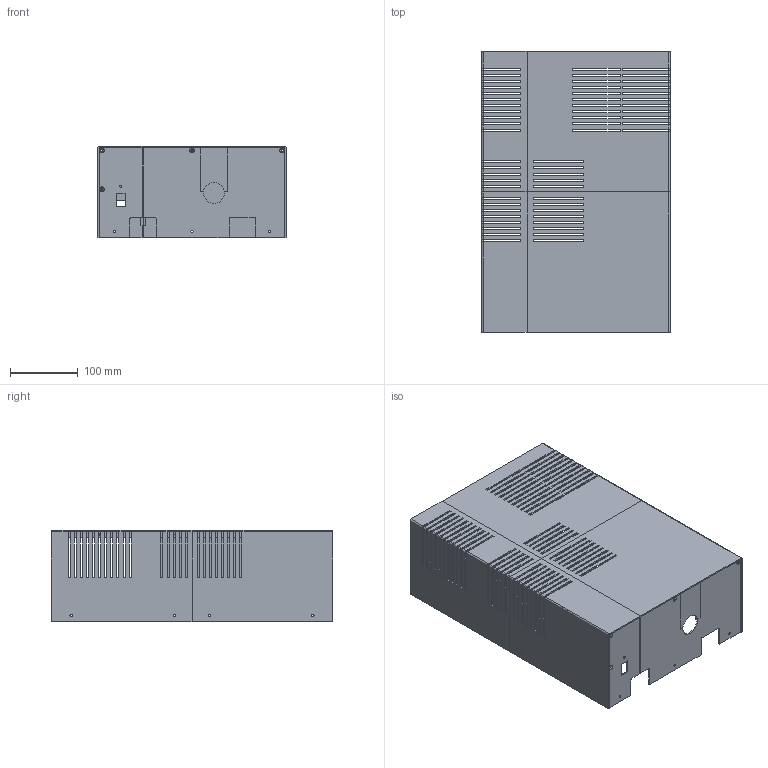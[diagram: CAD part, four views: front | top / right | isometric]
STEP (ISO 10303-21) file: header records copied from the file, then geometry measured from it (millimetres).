
FILE_DESCRIPTION(/* description */ (''),/* implementation_level */ '2;1');
FILE_NAME(/* name */ 'Case 18mm.step',/* time_stamp */ '2025-12-20T17:58:05+01:00',/* author */ (''),/* organization */ (''),/* preprocessor_version */ 'ST-DEVELOPER v20.1',/* originating_system */ 'Autodesk Translation Framework v14.21.0.0',/* authorisation */ '');
FILE_SCHEMA (('AUTOMOTIVE_DESIGN { 1 0 10303 214 3 1 1 }'));
Length unit declared in the file: millimetre
Products named in the file (2): Case 18mm; Case - dowel
Assembly tree (1 placements, depth 2):
  Case 18mm
    Case - dowel
Bounding box: 279 x 416 x 135 mm (x, y, z)
Volume: 583753.4 mm3; surface area: 624099 mm2
Topology: 10 solids, 10 shells, 575 faces, 1830 edges, 1217 vertices
Faces by surface type: plane 451, cylinder 115, cone 9
Full cylindrical faces by diameter (mm): 2.9 x9, 3.15 x1, 3.2 x7, 3.3 x14, 4.4 x30, 7 x3, 7.5 x1
Entity records: 20566 total; most frequent: ORIENTED_EDGE 3660, CARTESIAN_POINT 3625, DIRECTION 3231, EDGE_CURVE 1830, LINE 1585, VECTOR 1585, VERTEX_POINT 1217, AXIS2_PLACEMENT_3D 823
